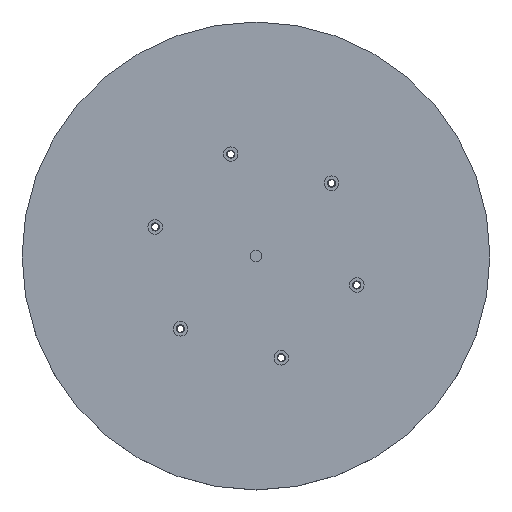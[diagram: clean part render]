
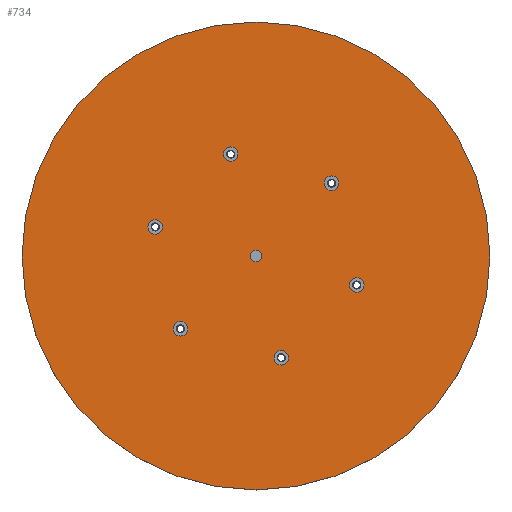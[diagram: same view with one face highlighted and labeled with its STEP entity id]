
A CAD part, top view. The second image highlights one B-rep face of the part: STEP entity #734.
In plain terms, the highlighted planar face has unit normal (0, 0, 1).
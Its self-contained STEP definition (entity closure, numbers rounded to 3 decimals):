
#53=FACE_BOUND('',#176,.T.);
#54=FACE_BOUND('',#177,.T.);
#55=FACE_BOUND('',#178,.T.);
#56=FACE_BOUND('',#179,.T.);
#57=FACE_BOUND('',#180,.T.);
#58=FACE_BOUND('',#181,.T.);
#59=FACE_BOUND('',#182,.T.);
#76=PLANE('',#824);
#103=FACE_OUTER_BOUND('',#175,.T.);
#175=EDGE_LOOP('',(#595));
#176=EDGE_LOOP('',(#596));
#177=EDGE_LOOP('',(#597));
#178=EDGE_LOOP('',(#598));
#179=EDGE_LOOP('',(#599));
#180=EDGE_LOOP('',(#600));
#181=EDGE_LOOP('',(#601));
#182=EDGE_LOOP('',(#602));
#314=CIRCLE('',#825,145.);
#315=CIRCLE('',#826,4.5);
#316=CIRCLE('',#827,4.5);
#317=CIRCLE('',#828,4.5);
#318=CIRCLE('',#829,4.5);
#319=CIRCLE('',#830,4.5);
#320=CIRCLE('',#831,4.5);
#321=CIRCLE('',#832,3.62);
#376=VERTEX_POINT('',#1225);
#377=VERTEX_POINT('',#1227);
#378=VERTEX_POINT('',#1229);
#379=VERTEX_POINT('',#1231);
#380=VERTEX_POINT('',#1233);
#381=VERTEX_POINT('',#1235);
#382=VERTEX_POINT('',#1237);
#383=VERTEX_POINT('',#1239);
#454=EDGE_CURVE('',#376,#376,#314,.T.);
#455=EDGE_CURVE('',#377,#377,#315,.T.);
#456=EDGE_CURVE('',#378,#378,#316,.T.);
#457=EDGE_CURVE('',#379,#379,#317,.T.);
#458=EDGE_CURVE('',#380,#380,#318,.T.);
#459=EDGE_CURVE('',#381,#381,#319,.T.);
#460=EDGE_CURVE('',#382,#382,#320,.T.);
#461=EDGE_CURVE('',#383,#383,#321,.T.);
#595=ORIENTED_EDGE('',*,*,#454,.F.);
#596=ORIENTED_EDGE('',*,*,#455,.F.);
#597=ORIENTED_EDGE('',*,*,#456,.F.);
#598=ORIENTED_EDGE('',*,*,#457,.F.);
#599=ORIENTED_EDGE('',*,*,#458,.F.);
#600=ORIENTED_EDGE('',*,*,#459,.F.);
#601=ORIENTED_EDGE('',*,*,#460,.F.);
#602=ORIENTED_EDGE('',*,*,#461,.F.);
#734=ADVANCED_FACE('',(#103,#53,#54,#55,#56,#57,#58,#59),#76,.T.);
#824=AXIS2_PLACEMENT_3D('',#1224,#999,#1000);
#825=AXIS2_PLACEMENT_3D('',#1226,#1001,#1002);
#826=AXIS2_PLACEMENT_3D('',#1228,#1003,#1004);
#827=AXIS2_PLACEMENT_3D('',#1230,#1005,#1006);
#828=AXIS2_PLACEMENT_3D('',#1232,#1007,#1008);
#829=AXIS2_PLACEMENT_3D('',#1234,#1009,#1010);
#830=AXIS2_PLACEMENT_3D('',#1236,#1011,#1012);
#831=AXIS2_PLACEMENT_3D('',#1238,#1013,#1014);
#832=AXIS2_PLACEMENT_3D('',#1240,#1015,#1016);
#999=DIRECTION('center_axis',(0.,0.,1.));
#1000=DIRECTION('ref_axis',(-1.,0.,0.));
#1001=DIRECTION('center_axis',(0.,0.,-1.));
#1002=DIRECTION('ref_axis',(-1.,0.,0.));
#1003=DIRECTION('center_axis',(0.,0.,1.));
#1004=DIRECTION('ref_axis',(-1.,0.,0.));
#1005=DIRECTION('center_axis',(0.,0.,1.));
#1006=DIRECTION('ref_axis',(-1.,0.,0.));
#1007=DIRECTION('center_axis',(0.,0.,1.));
#1008=DIRECTION('ref_axis',(-1.,0.,0.));
#1009=DIRECTION('center_axis',(0.,0.,1.));
#1010=DIRECTION('ref_axis',(-1.,0.,0.));
#1011=DIRECTION('center_axis',(0.,0.,1.));
#1012=DIRECTION('ref_axis',(-1.,0.,0.));
#1013=DIRECTION('center_axis',(0.,0.,1.));
#1014=DIRECTION('ref_axis',(-1.,0.,0.));
#1015=DIRECTION('center_axis',(0.,0.,1.));
#1016=DIRECTION('ref_axis',(-1.,0.,0.));
#1224=CARTESIAN_POINT('Origin',(0.,0.,
56.5));
#1225=CARTESIAN_POINT('',(145.,0.,56.5));
#1226=CARTESIAN_POINT('Origin',(0.,0.,
56.5));
#1227=CARTESIAN_POINT('',(-42.307,-45.101,56.5));
#1228=CARTESIAN_POINT('Origin',(-46.807,-45.101,56.5));
#1229=CARTESIAN_POINT('',(51.307,45.101,56.5));
#1230=CARTESIAN_POINT('Origin',(46.807,45.101,56.5));
#1231=CARTESIAN_POINT('',(-57.962,17.985,56.5));
#1232=CARTESIAN_POINT('Origin',(-62.462,17.985,56.5));
#1233=CARTESIAN_POINT('',(20.156,-63.086,56.5));
#1234=CARTESIAN_POINT('Origin',(15.656,-63.086,56.5));
#1235=CARTESIAN_POINT('',(66.962,-17.985,56.5));
#1236=CARTESIAN_POINT('Origin',(62.462,-17.985,56.5));
#1237=CARTESIAN_POINT('',(-11.156,63.086,56.5));
#1238=CARTESIAN_POINT('Origin',(-15.656,63.086,56.5));
#1239=CARTESIAN_POINT('',(3.62,0.,56.5));
#1240=CARTESIAN_POINT('Origin',(0.,0.,
56.5));
